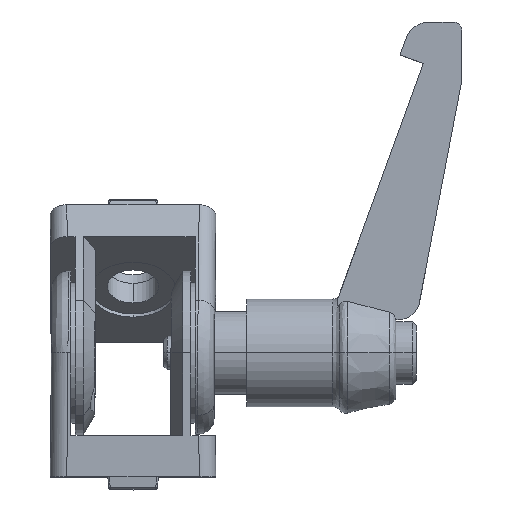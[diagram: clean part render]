
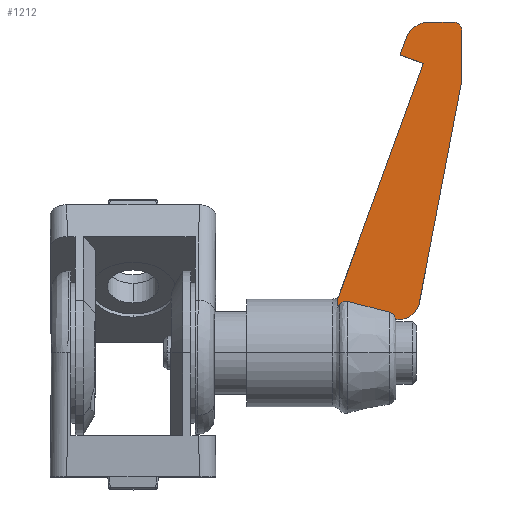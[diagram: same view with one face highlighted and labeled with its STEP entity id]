
A CAD part, top view. The second image highlights one B-rep face of the part: STEP entity #1212.
In plain terms, the highlighted planar face has unit normal (0, 0, 1).
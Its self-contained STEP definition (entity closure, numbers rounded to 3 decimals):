
#1212=ADVANCED_FACE('NONE',(#2705),#2706,.T.);
#2705=FACE_OUTER_BOUND('',#4797,.T.);
#2706=PLANE('',#4798);
#4797=EDGE_LOOP('',(#9250,#9251,#9252,#9253,#9254,#9255,#9256,#9257,#9258,#9259,#9260,#9261,#9262,#9263,#9264,#9265));
#4798=AXIS2_PLACEMENT_3D('',#9266,#9267,#9268);
#9250=ORIENTED_EDGE('',*,*,#12895,.T.);
#9251=ORIENTED_EDGE('',*,*,#12852,.F.);
#9252=ORIENTED_EDGE('',*,*,#12897,.F.);
#9253=ORIENTED_EDGE('',*,*,#12630,.F.);
#9254=ORIENTED_EDGE('',*,*,#12905,.F.);
#9255=ORIENTED_EDGE('',*,*,#12640,.T.);
#9256=ORIENTED_EDGE('',*,*,#12821,.F.);
#9257=ORIENTED_EDGE('',*,*,#12867,.T.);
#9258=ORIENTED_EDGE('',*,*,#12870,.T.);
#9259=ORIENTED_EDGE('',*,*,#12828,.F.);
#9260=ORIENTED_EDGE('',*,*,#12873,.T.);
#9261=ORIENTED_EDGE('',*,*,#12833,.F.);
#9262=ORIENTED_EDGE('',*,*,#12877,.T.);
#9263=ORIENTED_EDGE('',*,*,#12882,.T.);
#9264=ORIENTED_EDGE('',*,*,#12886,.T.);
#9265=ORIENTED_EDGE('',*,*,#12891,.T.);
#9266=CARTESIAN_POINT('',(24.733,55.0,3.75));
#9267=DIRECTION('',(0.,0.,1.0));
#9268=DIRECTION('',(-1.0,0.,0.));
#12630=EDGE_CURVE('NONE',#14907,#14905,#14909,.T.);
#12640=EDGE_CURVE('NONE',#14920,#14924,#14926,.T.);
#12821=EDGE_CURVE('NONE',#15186,#14924,#15189,.T.);
#12828=EDGE_CURVE('NONE',#15199,#15201,#15202,.T.);
#12833=EDGE_CURVE('NONE',#15208,#15210,#15211,.T.);
#12852=EDGE_CURVE('NONE',#15237,#15238,#15239,.T.);
#12867=EDGE_CURVE('NONE',#15186,#15257,#15259,.T.);
#12870=EDGE_CURVE('NONE',#15257,#15201,#15262,.T.);
#12873=EDGE_CURVE('NONE',#15199,#15210,#15265,.T.);
#12877=EDGE_CURVE('NONE',#15208,#15269,#15271,.T.);
#12882=EDGE_CURVE('NONE',#15269,#15276,#15278,.T.);
#12886=EDGE_CURVE('NONE',#15276,#15282,#15284,.T.);
#12891=EDGE_CURVE('NONE',#15282,#15289,#15291,.T.);
#12895=EDGE_CURVE('NONE',#15289,#15238,#15295,.T.);
#12897=EDGE_CURVE('NONE',#14905,#15237,#15297,.T.);
#12905=EDGE_CURVE('NONE',#14920,#14907,#15306,.T.);
#14905=VERTEX_POINT('NONE',#18302);
#14907=VERTEX_POINT('NONE',#18304);
#14909=B_SPLINE_CURVE_WITH_KNOTS('',3,(#18306,#18307,#18308,#18309,#18310,#18311),.UNSPECIFIED.,.F.,.F.,(4,2,4),(0.0,0.001,0.001),.UNSPECIFIED.);
#14920=VERTEX_POINT('NONE',#18322);
#14924=VERTEX_POINT('NONE',#18326);
#14926=B_SPLINE_CURVE_WITH_KNOTS('',3,(#18331,#18332,#18333,#18334,#18335,#18336),.UNSPECIFIED.,.F.,.F.,(4,2,4),(0.,0.001,0.001),.UNSPECIFIED.);
#15186=VERTEX_POINT('NONE',#18659);
#15189=LINE('',#18663,#18664);
#15199=VERTEX_POINT('NONE',#18679);
#15201=VERTEX_POINT('NONE',#18682);
#15202=CIRCLE('',#18683,2.);
#15208=VERTEX_POINT('NONE',#18690);
#15210=VERTEX_POINT('NONE',#18693);
#15211=CIRCLE('',#18694,1.0);
#15237=VERTEX_POINT('NONE',#18731);
#15238=VERTEX_POINT('NONE',#18732);
#15239=LINE('',#18733,#18734);
#15257=VERTEX_POINT('NONE',#18757);
#15259=CIRCLE('',#18760,2.45);
#15262=B_SPLINE_CURVE_WITH_KNOTS('',3,(#18766,#18767,#18768,#18769),.UNSPECIFIED.,.F.,.F.,(4,4),(0.0,1.0),.UNSPECIFIED.);
#15265=LINE('',#18773,#18774);
#15269=VERTEX_POINT('NONE',#18779);
#15271=LINE('',#18782,#18783);
#15276=VERTEX_POINT('NONE',#18789);
#15278=CIRCLE('',#18792,3.);
#15282=VERTEX_POINT('NONE',#18799);
#15284=B_SPLINE_CURVE_WITH_KNOTS('',3,(#18802,#18803,#18804,#18805),.UNSPECIFIED.,.F.,.F.,(4,4),(0.0,1.0),.UNSPECIFIED.);
#15289=VERTEX_POINT('NONE',#18814);
#15291=B_SPLINE_CURVE_WITH_KNOTS('',3,(#18817,#18818,#18819,#18820),.UNSPECIFIED.,.F.,.F.,(4,4),(0.0,1.),.UNSPECIFIED.);
#15295=B_SPLINE_CURVE_WITH_KNOTS('',3,(#18834,#18835,#18836,#18837),.UNSPECIFIED.,.F.,.F.,(4,4),(0.0,1.0),.UNSPECIFIED.);
#15297=B_SPLINE_CURVE_WITH_KNOTS('',3,(#18839,#18840,#18841,#18842),.UNSPECIFIED.,.F.,.F.,(4,4),(0.0,0.),.UNSPECIFIED.);
#15306=B_SPLINE_CURVE_WITH_KNOTS('',3,(#18864,#18865,#18866,#18867),.UNSPECIFIED.,.F.,.F.,(4,4),(0.0,0.005),.UNSPECIFIED.);
#18302=CARTESIAN_POINT('',(24.938,20.784,3.75));
#18304=CARTESIAN_POINT('',(25.941,21.223,3.75));
#18306=CARTESIAN_POINT('',(25.941,21.223,3.75));
#18307=CARTESIAN_POINT('',(25.75,21.27,3.75));
#18308=CARTESIAN_POINT('',(25.546,21.249,3.75));
#18309=CARTESIAN_POINT('',(25.192,21.087,3.75));
#18310=CARTESIAN_POINT('',(25.044,20.95,3.75));
#18311=CARTESIAN_POINT('',(24.938,20.784,3.75));
#18322=CARTESIAN_POINT('',(30.991,19.926,3.75));
#18326=CARTESIAN_POINT('',(31.735,19.05,3.75));
#18331=CARTESIAN_POINT('',(30.991,19.926,3.75));
#18332=CARTESIAN_POINT('',(31.187,19.873,3.75));
#18333=CARTESIAN_POINT('',(31.355,19.75,3.75));
#18334=CARTESIAN_POINT('',(31.607,19.434,3.75));
#18335=CARTESIAN_POINT('',(31.688,19.247,3.75));
#18336=CARTESIAN_POINT('',(31.735,19.05,3.75));
#18659=CARTESIAN_POINT('',(32.207,19.05,3.75));
#18663=CARTESIAN_POINT('',(31.971,19.05,3.75));
#18664=VECTOR('',#23509,1000.0);
#18679=CARTESIAN_POINT('',(39.733,48.019,3.75));
#18682=CARTESIAN_POINT('',(39.703,47.672,3.75));
#18683=AXIS2_PLACEMENT_3D('',#23516,#23517,#23518);
#18690=CARTESIAN_POINT('',(38.733,55.0,3.75));
#18693=CARTESIAN_POINT('',(39.733,54.0,3.75));
#18694=AXIS2_PLACEMENT_3D('',#23524,#23525,#23526);
#18731=CARTESIAN_POINT('',(24.733,20.544,3.75));
#18732=CARTESIAN_POINT('',(24.733,21.5,3.75));
#18733=CARTESIAN_POINT('',(24.733,21.022,3.75));
#18734=VECTOR('',#23541,1000.0);
#18757=CARTESIAN_POINT('',(34.613,21.04,3.75));
#18760=AXIS2_PLACEMENT_3D('',#23557,#23558,#23559);
#18766=CARTESIAN_POINT('',(34.613,21.04,3.75));
#18767=CARTESIAN_POINT('',(36.31,29.917,3.75));
#18768=CARTESIAN_POINT('',(38.006,38.794,3.75));
#18769=CARTESIAN_POINT('',(39.703,47.672,3.75));
#18773=CARTESIAN_POINT('',(39.733,37.025,3.75));
#18774=VECTOR('',#23561,1000.0);
#18779=CARTESIAN_POINT('',(35.834,55.0,3.75));
#18782=CARTESIAN_POINT('',(24.733,55.0,3.75));
#18783=VECTOR('',#23564,1000.0);
#18789=CARTESIAN_POINT('',(33.015,53.026,3.75));
#18792=AXIS2_PLACEMENT_3D('',#23570,#23571,#23572);
#18799=CARTESIAN_POINT('',(32.278,51.0,3.75));
#18802=CARTESIAN_POINT('',(33.015,53.026,3.75));
#18803=CARTESIAN_POINT('',(32.769,52.351,3.75));
#18804=CARTESIAN_POINT('',(32.523,51.675,3.75));
#18805=CARTESIAN_POINT('',(32.278,51.0,3.75));
#18814=CARTESIAN_POINT('',(35.097,49.974,3.75));
#18817=CARTESIAN_POINT('',(32.278,51.0,3.75));
#18818=CARTESIAN_POINT('',(33.217,50.658,3.75));
#18819=CARTESIAN_POINT('',(34.157,50.316,3.75));
#18820=CARTESIAN_POINT('',(35.097,49.974,3.75));
#18834=CARTESIAN_POINT('',(35.097,49.974,3.75));
#18835=CARTESIAN_POINT('',(31.642,40.483,3.75));
#18836=CARTESIAN_POINT('',(28.188,30.991,3.75));
#18837=CARTESIAN_POINT('',(24.733,21.5,3.75));
#18839=CARTESIAN_POINT('',(24.938,20.784,3.75));
#18840=CARTESIAN_POINT('',(24.88,20.695,3.75));
#18841=CARTESIAN_POINT('',(24.813,20.614,3.75));
#18842=CARTESIAN_POINT('',(24.733,20.544,3.75));
#18864=CARTESIAN_POINT('',(30.991,19.926,3.75));
#18865=CARTESIAN_POINT('',(29.312,20.375,3.75));
#18866=CARTESIAN_POINT('',(27.628,20.804,3.75));
#18867=CARTESIAN_POINT('',(25.941,21.223,3.75));
#23509=DIRECTION('',(-1.0,0.,0.));
#23516=CARTESIAN_POINT('',(37.733,48.019,3.75));
#23517=DIRECTION('',(0.,0.,-1.0));
#23518=DIRECTION('',(0.,-1.0,0.));
#23524=CARTESIAN_POINT('',(38.733,54.0,3.75));
#23525=DIRECTION('',(0.,0.,-1.0));
#23526=DIRECTION('',(1.0,0.,0.));
#23541=DIRECTION('',(0.,1.0,0.));
#23557=CARTESIAN_POINT('',(32.207,21.5,3.75));
#23558=DIRECTION('',(0.,0.,1.0));
#23559=DIRECTION('',(0.,-1.0,0.));
#23561=DIRECTION('',(0.,1.0,0.));
#23564=DIRECTION('',(-1.0,0.,0.));
#23570=CARTESIAN_POINT('',(35.834,52.0,3.75));
#23571=DIRECTION('',(0.,0.,1.0));
#23572=DIRECTION('',(0.,-1.0,0.));
